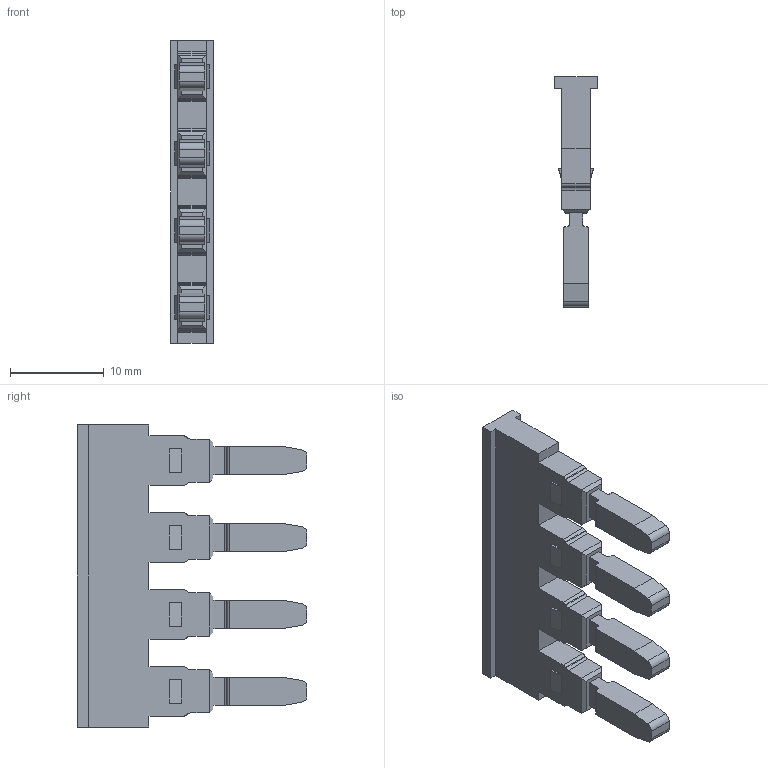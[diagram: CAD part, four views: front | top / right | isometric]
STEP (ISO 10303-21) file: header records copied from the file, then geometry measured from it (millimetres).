
FILE_DESCRIPTION (( 'STEP AP203' ), '1' );
FILE_NAME ('4''LÜ - 6 ÜST KÖPRÜ.STEP', '2020-03-23T13:16:28', ( '' ), ( '' ), 'SwSTEP 2.0', 'SolidWorks 2011', '' );
FILE_SCHEMA (( 'CONFIG_CONTROL_DESIGN' ));
Length unit declared in the file: millimetre
Products named in the file (1): 4''Lﾜ - 6 ﾜST KﾖPRﾜ
Bounding box: 4.5 x 24.5 x 32.2 mm (x, y, z)
Volume: 1497.1 mm3; surface area: 1706.8 mm2
Topology: 1 solids, 1 shells, 174 faces, 464 edges, 304 vertices
Faces by surface type: plane 134, cylinder 40
Entity records: 5437 total; most frequent: CARTESIAN_POINT 943, ORIENTED_EDGE 928, DIRECTION 894, EDGE_CURVE 464, LINE 384, VECTOR 384, VERTEX_POINT 304, AXIS2_PLACEMENT_3D 255
